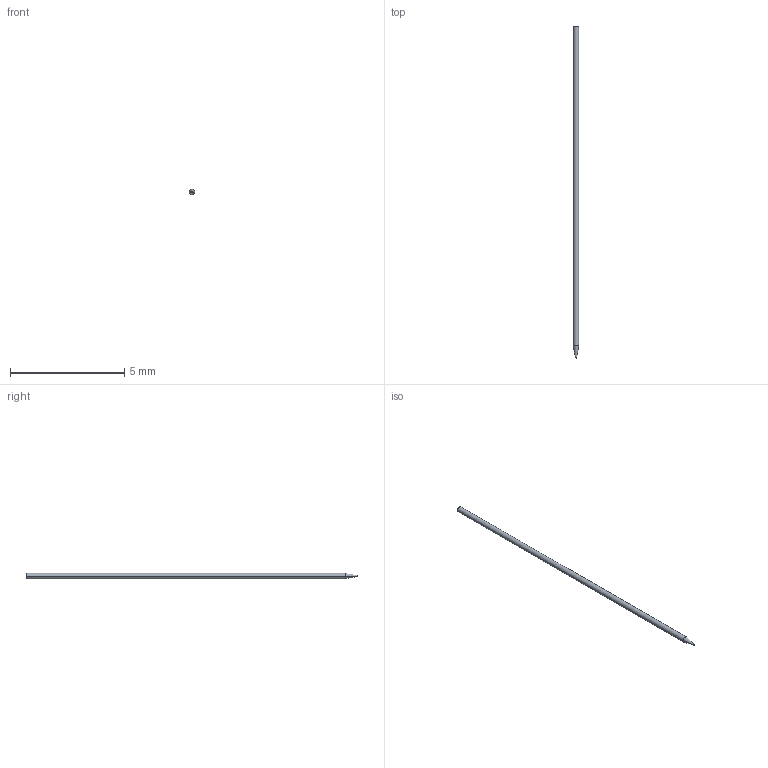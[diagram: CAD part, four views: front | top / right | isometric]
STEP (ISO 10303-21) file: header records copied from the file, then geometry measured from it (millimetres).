
FILE_DESCRIPTION((''),'2;1');
FILE_NAME('NEEDLE','2023-02-28T09:49:00',('user'),(''),'CREO PARAMETRIC BY PTC INC, 2022281','CREO PARAMETRIC BY PTC INC, 2022281','');
FILE_SCHEMA(('CONFIG_CONTROL_DESIGN'));
Length unit declared in the file: millimetre
Products named in the file (1): NEEDLE
Bounding box: 0.25 x 14.5 x 0.25 mm (x, y, z)
Volume: 0.7 mm3; surface area: 11.3 mm2
Topology: 1 solids, 1 shells, 6 faces, 10 edges, 6 vertices
Faces by surface type: plane 2, cylinder 2, cone 2
Entity records: 182 total; most frequent: DIRECTION 28, CARTESIAN_POINT 22, ORIENTED_EDGE 20, AXIS2_PLACEMENT_3D 12, EDGE_CURVE 10, VERTEX_POINT 6, EDGE_LOOP 6, FACE_OUTER_BOUND 6
